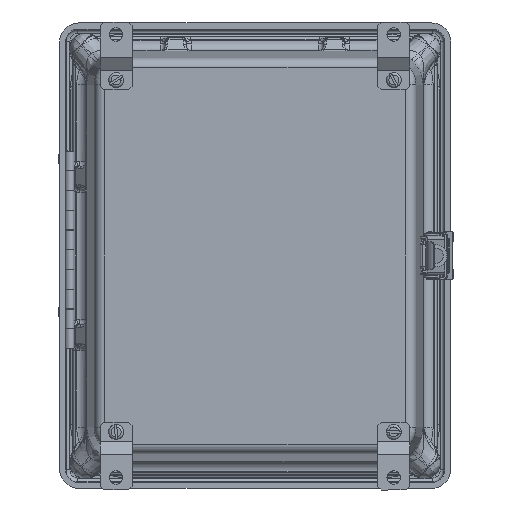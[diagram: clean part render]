
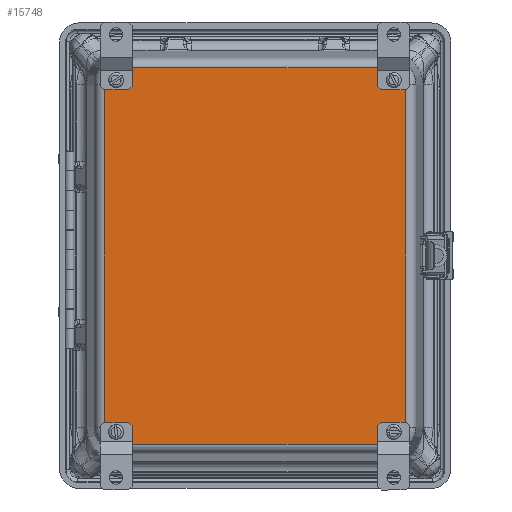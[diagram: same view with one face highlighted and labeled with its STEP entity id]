
A CAD part, front view. The second image highlights one B-rep face of the part: STEP entity #15748.
In plain terms, the highlighted planar face has unit normal (0, -1, 0).
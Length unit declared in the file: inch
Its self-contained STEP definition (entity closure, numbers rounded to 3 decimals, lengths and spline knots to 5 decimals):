
#111 = EDGE_LOOP ( 'NONE', ( #1283, #47317 ) ) ;
#527 = CARTESIAN_POINT ( 'NONE',  ( -3.817, -6.12876, 4.33503 ) ) ;
#725 = ORIENTED_EDGE ( 'NONE', *, *, #24416, .T. ) ;
#837 = CARTESIAN_POINT ( 'NONE',  ( -3.39672, -6.12876, -4.75537 ) ) ;
#1283 = ORIENTED_EDGE ( 'NONE', *, *, #37993, .F. ) ;
#2109 = LINE ( 'NONE', #22603, #44819 ) ;
#2474 = VERTEX_POINT ( 'NONE', #23731 ) ;
#2582 = CARTESIAN_POINT ( 'NONE',  ( -3.39672, -6.12876, -4.33509 ) ) ;
#3151 = PLANE ( 'NONE',  #26878 ) ;
#3635 = DIRECTION ( 'NONE',  ( 0., -1., 0. ) ) ;
#4112 = CARTESIAN_POINT ( 'NONE',  ( 3.51194, -6.12876, -4.45025 ) ) ;
#4506 = EDGE_CURVE ( 'NONE', #40728, #10094, #46354, .T. ) ;
#5283 = CARTESIAN_POINT ( 'NONE',  ( 3.39677, -6.12876, -4.33509 ) ) ;
#6142 = EDGE_CURVE ( 'NONE', #16515, #43525, #32799, .T. ) ;
#6890 = DIRECTION ( 'NONE',  ( 0., 0., -1. ) ) ;
#6979 = VERTEX_POINT ( 'NONE', #837 ) ;
#7216 = FACE_OUTER_BOUND ( 'NONE', #45109, .T. ) ;
#7749 = VERTEX_POINT ( 'NONE', #42114 ) ;
#8018 = CIRCLE ( 'NONE', #13227, 0.15622 ) ;
#8383 = DIRECTION ( 'NONE',  ( 0., 0., -1. ) ) ;
#8421 = CARTESIAN_POINT ( 'NONE',  ( -3.39672, -6.12876, 4.75531 ) ) ;
#8875 = ORIENTED_EDGE ( 'NONE', *, *, #32432, .F. ) ;
#8946 = EDGE_CURVE ( 'NONE', #6979, #40728, #49972, .T. ) ;
#9047 = CIRCLE ( 'NONE', #47365, 0.15622 ) ;
#9110 = CARTESIAN_POINT ( 'NONE',  ( 3.39677, -6.12876, -4.75537 ) ) ;
#9130 = VERTEX_POINT ( 'NONE', #26635 ) ;
#9475 = EDGE_CURVE ( 'NONE', #48515, #25477, #9853, .T. ) ;
#9558 = DIRECTION ( 'NONE',  ( 0., 0., -1. ) ) ;
#9853 = CIRCLE ( 'NONE', #40172, 0.15622 ) ;
#9966 = VERTEX_POINT ( 'NONE', #41788 ) ;
#10094 = VERTEX_POINT ( 'NONE', #46873 ) ;
#10134 = CARTESIAN_POINT ( 'NONE',  ( 3.39677, -6.12876, 4.33503 ) ) ;
#10977 = CARTESIAN_POINT ( 'NONE',  ( 3.39677, -6.12876, -4.75537 ) ) ;
#11262 = CARTESIAN_POINT ( 'NONE',  ( 3.51194, -6.12876, 4.45019 ) ) ;
#11508 = LINE ( 'NONE', #12291, #22855 ) ;
#11894 = CARTESIAN_POINT ( 'NONE',  ( 3.51194, -6.12876, -4.45025 ) ) ;
#12140 = DIRECTION ( 'NONE',  ( 0., -1., 0. ) ) ;
#12291 = CARTESIAN_POINT ( 'NONE',  ( 3.81705, -6.12876, 4.33503 ) ) ;
#12879 = AXIS2_PLACEMENT_3D ( 'NONE', #37687, #12140, #41965 ) ;
#13061 = ORIENTED_EDGE ( 'NONE', *, *, #4506, .T. ) ;
#13227 = AXIS2_PLACEMENT_3D ( 'NONE', #11894, #41729, #16207 ) ;
#13926 = ORIENTED_EDGE ( 'NONE', *, *, #8946, .T. ) ;
#14246 = EDGE_CURVE ( 'NONE', #26877, #40268, #8018, .T. ) ;
#14451 = DIRECTION ( 'NONE',  ( 0., 0., -1. ) ) ;
#14512 = CIRCLE ( 'NONE', #30887, 0.42028 ) ;
#15584 = DIRECTION ( 'NONE',  ( 0., 0., 1. ) ) ;
#15748 = ADVANCED_FACE ( 'NONE', ( #19891, #52626, #29885, #18549, #7216 ), #3151, .T. ) ;
#15760 = CARTESIAN_POINT ( 'NONE',  ( -3.817, -6.12876, -4.33509 ) ) ;
#15923 = VECTOR ( 'NONE', #23691, 39.37008 ) ;
#16029 = DIRECTION ( 'NONE',  ( 0., -1., 0. ) ) ;
#16207 = DIRECTION ( 'NONE',  ( 0., 0., -1. ) ) ;
#16515 = VERTEX_POINT ( 'NONE', #36056 ) ;
#17667 = CIRCLE ( 'NONE', #47047, 0.15622 ) ;
#17701 = CARTESIAN_POINT ( 'NONE',  ( -3.51188, -6.12876, -4.45025 ) ) ;
#18549 = FACE_BOUND ( 'NONE', #111, .T. ) ;
#19170 = VERTEX_POINT ( 'NONE', #15760 ) ;
#19754 = ORIENTED_EDGE ( 'NONE', *, *, #52218, .T. ) ;
#19781 = CARTESIAN_POINT ( 'NONE',  ( 3.51194, -6.12876, 4.45019 ) ) ;
#19891 = FACE_BOUND ( 'NONE', #51232, .T. ) ;
#20627 = CIRCLE ( 'NONE', #50846, 0.15622 ) ;
#21963 = DIRECTION ( 'NONE',  ( 0., 0., 1. ) ) ;
#22031 = CARTESIAN_POINT ( 'NONE',  ( 3.51194, -6.12876, -4.29403 ) ) ;
#22576 = EDGE_CURVE ( 'NONE', #9130, #2474, #20627, .T. ) ;
#22603 = CARTESIAN_POINT ( 'NONE',  ( 3.39677, -6.12876, 4.75531 ) ) ;
#22855 = VECTOR ( 'NONE', #55009, 39.37008 ) ;
#22874 = CIRCLE ( 'NONE', #23986, 0.15622 ) ;
#23590 = AXIS2_PLACEMENT_3D ( 'NONE', #19781, #49641, #24097 ) ;
#23673 = CIRCLE ( 'NONE', #45064, 0.42028 ) ;
#23691 = DIRECTION ( 'NONE',  ( 1., 0., 0. ) ) ;
#23731 = CARTESIAN_POINT ( 'NONE',  ( -3.51188, -6.12876, 4.29397 ) ) ;
#23986 = AXIS2_PLACEMENT_3D ( 'NONE', #4112, #33911, #8383 ) ;
#24059 = CIRCLE ( 'NONE', #12879, 0.15622 ) ;
#24097 = DIRECTION ( 'NONE',  ( 0., 0., 1. ) ) ;
#24113 = CARTESIAN_POINT ( 'NONE',  ( -3.51188, -6.12876, 4.45019 ) ) ;
#24416 = EDGE_CURVE ( 'NONE', #50022, #9966, #14512, .T. ) ;
#24870 = CARTESIAN_POINT ( 'NONE',  ( 3.51194, -6.12876, 4.29397 ) ) ;
#24876 = CARTESIAN_POINT ( 'NONE',  ( -3.51188, -6.12876, -4.60647 ) ) ;
#25414 = CARTESIAN_POINT ( 'NONE',  ( -3.39672, -6.12876, 4.33503 ) ) ;
#25477 = VERTEX_POINT ( 'NONE', #51577 ) ;
#25542 = CARTESIAN_POINT ( 'NONE',  ( 3.51194, -6.12876, -4.60647 ) ) ;
#25624 = ORIENTED_EDGE ( 'NONE', *, *, #29264, .F. ) ;
#25714 = AXIS2_PLACEMENT_3D ( 'NONE', #2582, #32392, #6890 ) ;
#26635 = CARTESIAN_POINT ( 'NONE',  ( -3.51188, -6.12876, 4.60641 ) ) ;
#26877 = VERTEX_POINT ( 'NONE', #25542 ) ;
#26878 = AXIS2_PLACEMENT_3D ( 'NONE', #41571, #16029, #45899 ) ;
#28398 = DIRECTION ( 'NONE',  ( 0., 0., -1. ) ) ;
#28624 = ORIENTED_EDGE ( 'NONE', *, *, #14246, .F. ) ;
#28771 = EDGE_LOOP ( 'NONE', ( #28624, #25624 ) ) ;
#29162 = VECTOR ( 'NONE', #51649, 39.37008 ) ;
#29171 = CARTESIAN_POINT ( 'NONE',  ( -3.51188, -6.12876, -4.45025 ) ) ;
#29264 = EDGE_CURVE ( 'NONE', #40268, #26877, #22874, .T. ) ;
#29667 = DIRECTION ( 'NONE',  ( 0., 0., -1. ) ) ;
#29885 = FACE_BOUND ( 'NONE', #30520, .T. ) ;
#30520 = EDGE_LOOP ( 'NONE', ( #41149, #36454 ) ) ;
#30887 = AXIS2_PLACEMENT_3D ( 'NONE', #25414, #55244, #29667 ) ;
#32392 = DIRECTION ( 'NONE',  ( 0., -1., 0. ) ) ;
#32432 = EDGE_CURVE ( 'NONE', #25477, #48515, #9047, .T. ) ;
#32799 = CIRCLE ( 'NONE', #23590, 0.15622 ) ;
#33218 = EDGE_CURVE ( 'NONE', #43525, #16515, #17667, .T. ) ;
#33450 = DIRECTION ( 'NONE',  ( 0., 0., 1. ) ) ;
#33911 = DIRECTION ( 'NONE',  ( 0., -1., 0. ) ) ;
#35107 = DIRECTION ( 'NONE',  ( 0., -1., 0. ) ) ;
#36056 = CARTESIAN_POINT ( 'NONE',  ( 3.51194, -6.12876, 4.60641 ) ) ;
#36454 = ORIENTED_EDGE ( 'NONE', *, *, #6142, .F. ) ;
#37008 = ORIENTED_EDGE ( 'NONE', *, *, #44985, .T. ) ;
#37687 = CARTESIAN_POINT ( 'NONE',  ( -3.51188, -6.12876, 4.45019 ) ) ;
#37993 = EDGE_CURVE ( 'NONE', #2474, #9130, #24059, .T. ) ;
#39580 = DIRECTION ( 'NONE',  ( -1., 0., 0. ) ) ;
#39969 = DIRECTION ( 'NONE',  ( 0., -1., 0. ) ) ;
#40172 = AXIS2_PLACEMENT_3D ( 'NONE', #29171, #3635, #33450 ) ;
#40268 = VERTEX_POINT ( 'NONE', #22031 ) ;
#40728 = VERTEX_POINT ( 'NONE', #9110 ) ;
#41110 = DIRECTION ( 'NONE',  ( 0., -1., 0. ) ) ;
#41149 = ORIENTED_EDGE ( 'NONE', *, *, #33218, .F. ) ;
#41253 = CIRCLE ( 'NONE', #25714, 0.42028 ) ;
#41571 = CARTESIAN_POINT ( 'NONE',  ( 3.39677, -6.12876, 4.33503 ) ) ;
#41729 = DIRECTION ( 'NONE',  ( 0., -1., 0. ) ) ;
#41788 = CARTESIAN_POINT ( 'NONE',  ( -3.817, -6.12876, 4.33503 ) ) ;
#41842 = LINE ( 'NONE', #527, #29162 ) ;
#41965 = DIRECTION ( 'NONE',  ( 0., 0., -1. ) ) ;
#42108 = CARTESIAN_POINT ( 'NONE',  ( 3.81705, -6.12876, 4.33503 ) ) ;
#42114 = CARTESIAN_POINT ( 'NONE',  ( 3.39677, -6.12876, 4.75531 ) ) ;
#43525 = VERTEX_POINT ( 'NONE', #24870 ) ;
#44819 = VECTOR ( 'NONE', #39580, 39.37008 ) ;
#44985 = EDGE_CURVE ( 'NONE', #10094, #48380, #11508, .T. ) ;
#45064 = AXIS2_PLACEMENT_3D ( 'NONE', #10134, #39969, #14451 ) ;
#45109 = EDGE_LOOP ( 'NONE', ( #13061, #37008, #49527, #19754, #725, #55298, #50899, #13926 ) ) ;
#45899 = DIRECTION ( 'NONE',  ( 0., 0., -1. ) ) ;
#46354 = CIRCLE ( 'NONE', #48184, 0.42028 ) ;
#46873 = CARTESIAN_POINT ( 'NONE',  ( 3.81705, -6.12876, -4.33509 ) ) ;
#47047 = AXIS2_PLACEMENT_3D ( 'NONE', #11262, #41110, #15584 ) ;
#47317 = ORIENTED_EDGE ( 'NONE', *, *, #22576, .F. ) ;
#47365 = AXIS2_PLACEMENT_3D ( 'NONE', #17701, #47566, #21963 ) ;
#47566 = DIRECTION ( 'NONE',  ( 0., -1., 0. ) ) ;
#48184 = AXIS2_PLACEMENT_3D ( 'NONE', #5283, #35107, #9558 ) ;
#48189 = EDGE_CURVE ( 'NONE', #19170, #6979, #41253, .T. ) ;
#48380 = VERTEX_POINT ( 'NONE', #42108 ) ;
#48515 = VERTEX_POINT ( 'NONE', #24876 ) ;
#48641 = ORIENTED_EDGE ( 'NONE', *, *, #9475, .F. ) ;
#49162 = EDGE_CURVE ( 'NONE', #9966, #19170, #41842, .T. ) ;
#49527 = ORIENTED_EDGE ( 'NONE', *, *, #49715, .T. ) ;
#49641 = DIRECTION ( 'NONE',  ( 0., -1., 0. ) ) ;
#49715 = EDGE_CURVE ( 'NONE', #48380, #7749, #23673, .T. ) ;
#49972 = LINE ( 'NONE', #10977, #15923 ) ;
#50022 = VERTEX_POINT ( 'NONE', #8421 ) ;
#50846 = AXIS2_PLACEMENT_3D ( 'NONE', #24113, #53944, #28398 ) ;
#50899 = ORIENTED_EDGE ( 'NONE', *, *, #48189, .T. ) ;
#51232 = EDGE_LOOP ( 'NONE', ( #48641, #8875 ) ) ;
#51577 = CARTESIAN_POINT ( 'NONE',  ( -3.51188, -6.12876, -4.29403 ) ) ;
#51649 = DIRECTION ( 'NONE',  ( 0., 0., -1. ) ) ;
#52218 = EDGE_CURVE ( 'NONE', #7749, #50022, #2109, .T. ) ;
#52626 = FACE_BOUND ( 'NONE', #28771, .T. ) ;
#53944 = DIRECTION ( 'NONE',  ( 0., -1., 0. ) ) ;
#55009 = DIRECTION ( 'NONE',  ( 0., 0., 1. ) ) ;
#55244 = DIRECTION ( 'NONE',  ( 0., -1., 0. ) ) ;
#55298 = ORIENTED_EDGE ( 'NONE', *, *, #49162, .T. ) ;
